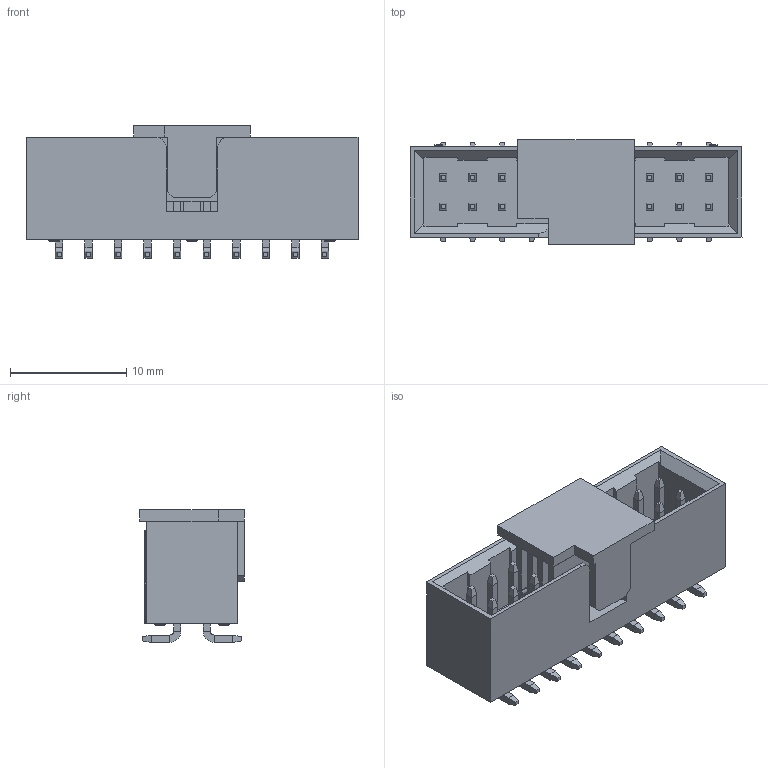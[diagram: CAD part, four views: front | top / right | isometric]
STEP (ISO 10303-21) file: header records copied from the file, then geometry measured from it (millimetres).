
FILE_DESCRIPTION( ('This file contains a STEP AP42 implementation' ,'as created by ZW3D STEP Interface translator.') ,'2;1' );
FILE_NAME( '3110A-XXMXXBK00X1.stp' ,'231215. 842 3', (''), ('ZWCAD Software Co.'), 'Version 1.0', 'ZW3D to STEP translator', '' );
FILE_SCHEMA(('AUTOMOTIVE_DESIGN { 1 0 10303 214 1 1 1 1 }'));
Length unit declared in the file: millimetre
Products named in the file (4): 0; 3110A-20MG0BK00R1; CAP3110-G201; 3110A-20MG0BK00R1_1
Assembly tree (2 placements, depth 2):
  0
  3110A-20MG0BK00R1
    CAP3110-G201
    3110A-20MG0BK00R1_1
Bounding box: 28.56 x 9 x 11.44 mm (x, y, z)
Volume: 1250.8 mm3; surface area: 2663.3 mm2
Topology: 2 solids, 2 shells, 698 faces, 1612 edges, 964 vertices
Faces by surface type: plane 623, cylinder 69, torus 6
Full cylindrical faces by diameter (mm): 0.95 x6
Entity records: 20091 total; most frequent: CARTESIAN_POINT 4047, ORIENTED_EDGE 3224, DIRECTION 2911, EDGE_CURVE 1612, VECTOR 1223, LINE 1223, VERTEX_POINT 964, AXIS2_PLACEMENT_3D 844
